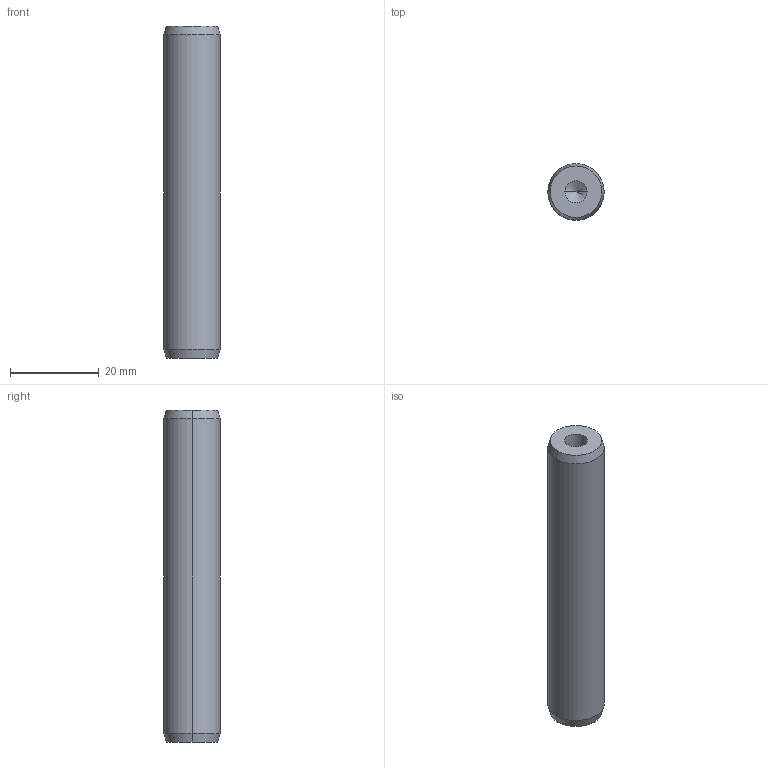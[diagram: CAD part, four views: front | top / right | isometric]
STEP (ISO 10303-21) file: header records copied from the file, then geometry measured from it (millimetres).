
FILE_DESCRIPTION (( 'STEP AP214' ), '1' );
FILE_NAME ('OM-001-010-075_01.STEP', '2024-10-05T18:19:27', ( '' ), ( '' ), 'SwSTEP 2.0', 'SolidWorks 2022', '' );
FILE_SCHEMA (( 'AUTOMOTIVE_DESIGN' ));
Length unit declared in the file: millimetre
Products named in the file (1): OM-001-010-075_01
Bounding box: 12.7 x 12.7 x 75 mm (x, y, z)
Volume: 9065.6 mm3; surface area: 3548.4 mm2
Topology: 1 solids, 1 shells, 16 faces, 34 edges, 18 vertices
Faces by surface type: cone 8, cylinder 6, plane 2
Entity records: 480 total; most frequent: DIRECTION 80, CARTESIAN_POINT 65, ORIENTED_EDGE 60, AXIS2_PLACEMENT_3D 33, EDGE_CURVE 30, EDGE_LOOP 18, VERTEX_POINT 18, CIRCLE 16
